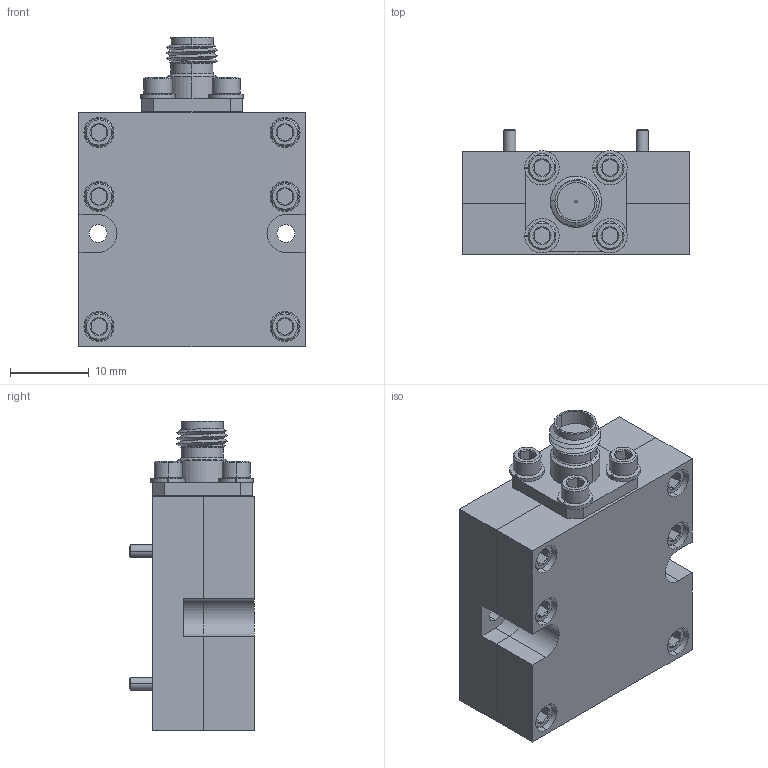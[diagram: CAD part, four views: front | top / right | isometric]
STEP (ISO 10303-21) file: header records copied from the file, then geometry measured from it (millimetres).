
FILE_DESCRIPTION (( 'STEP AP203' ), '1' );
FILE_NAME ('SFP-193SF-S1.STEP', '2021-11-02T00:30:34', ( '' ), ( '' ), 'SwSTEP 2.0', 'SolidWorks 2021', '' );
FILE_SCHEMA (( 'CONFIG_CONTROL_DESIGN' ));
Products named in the file (1): SFP-193SF-S1
Bounding box: 28.7 x 15.86 x 39.24 mm (x, y, z)
Volume: 10855.6 mm3; surface area: 8065.7 mm2
Topology: 19 solids, 19 shells, 1341 faces, 3579 edges, 2294 vertices
Faces by surface type: cylinder 954, cone 186, plane 177, bspline 22, torus 2
Entity records: 61436 total; most frequent: CARTESIAN_POINT 32956, ORIENTED_EDGE 7094, DIRECTION 4908, EDGE_CURVE 3547, VERTEX_POINT 2294, AXIS2_PLACEMENT_3D 1802, EDGE_LOOP 1415, FACE_OUTER_BOUND 1341
